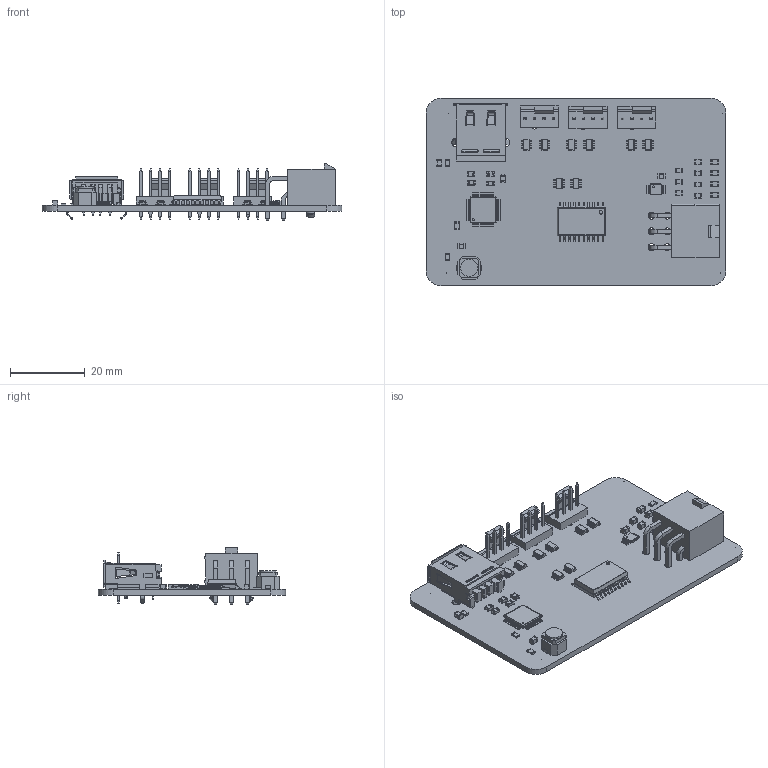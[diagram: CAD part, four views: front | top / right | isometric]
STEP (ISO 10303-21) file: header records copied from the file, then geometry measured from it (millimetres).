
FILE_DESCRIPTION(('KiCad electronic assembly'),'2;1');
FILE_NAME('playground.step','2024-02-25T15:49:02',('Pcbnew'),('Kicad'), 'Open CASCADE STEP processor 7.7','KiCad to STEP converter','Unknown' );
FILE_SCHEMA(('AUTOMOTIVE_DESIGN { 1 0 10303 214 1 1 1 1 }'));
Length unit declared in the file: millimetre
Products named in the file (26): playground 1; SW_Push_1TS009xxxx-xxxx-xxxx_6x6x5mm; LinkGroup; R_0805_2012Metric; C_0805_2012Metric; TQFP-48_7x7mm_P0.5mm; TQFP_48_7x7mm_P05mm; TXU0101DBVR; DBV0006A_ASM; L_0805_2012Metric; 45558-0003; 455580003; D_0805_2012Metric; D_0805; 47053-1000; 470531000; 67643-2910; 676432910; L293DD; ASSEMBLY; MSOP-10_3x3mm_P0.5mm; MSOP_10_3x3mm_P05mm; playground_PCB
Assembly tree (52 placements, depth 3):
  playground 1
    SW_Push_1TS009xxxx-xxxx-xxxx_6x6x5mm
      LinkGroup
    R_0805_2012Metric  x7
      R_0805_2012Metric
    C_0805_2012Metric  x9
      C_0805_2012Metric
    TQFP-48_7x7mm_P0.5mm
      TQFP_48_7x7mm_P05mm
    TXU0101DBVR  x8
      DBV0006A_ASM
    L_0805_2012Metric
      L_0805_2012Metric
    45558-0003
      455580003
    D_0805_2012Metric  x5
      D_0805
    47053-1000  x3
      470531000
    67643-2910
      676432910
    L293DD
      ASSEMBLY
    MSOP-10_3x3mm_P0.5mm
      MSOP_10_3x3mm_P05mm
    playground_PCB
Bounding box: 80 x 50 x 15.01 mm (x, y, z)
Volume: 9140 mm3; surface area: 14967.4 mm2
Topology: 110 solids, 110 shells, 4057 faces, 10603 edges, 6880 vertices
Faces by surface type: plane 2753, cylinder 1099, bspline 136, sphere 64, cone 5
Full cylindrical faces by diameter (mm): 0.5 x2, 0.938 x1, 0.95 x4, 1.02 x12, 1.3 x3, 1.85 x6, 2.3 x2, 3.05 x2, 4.5 x1
Entity records: 87262 total; most frequent: CARTESIAN_POINT 18153, ORIENTED_EDGE 12942, DIRECTION 12154, EDGE_CURVE 6471, LINE 5156, VECTOR 5156, VERTEX_POINT 4132, AXIS2_PLACEMENT_3D 3499
